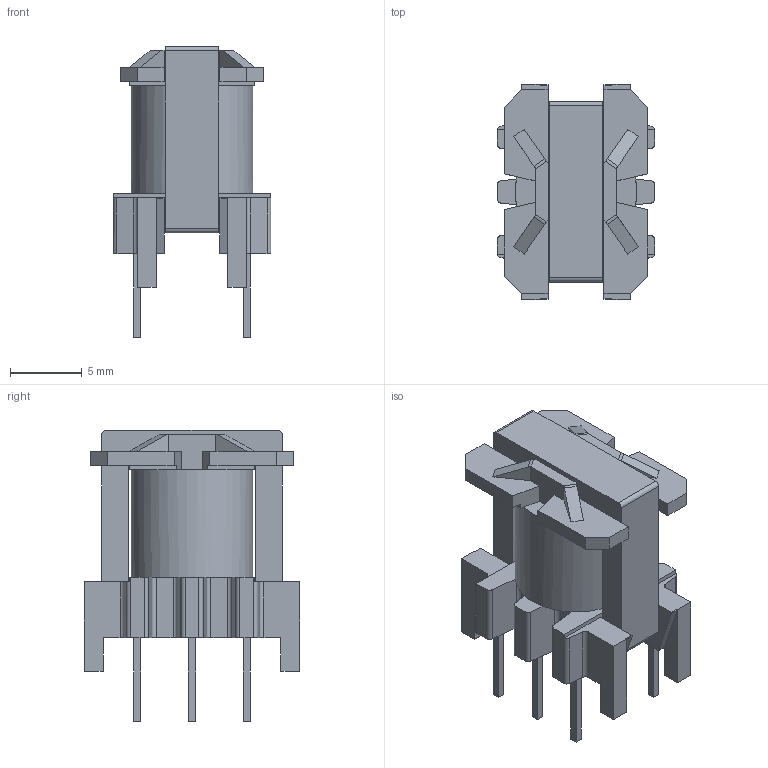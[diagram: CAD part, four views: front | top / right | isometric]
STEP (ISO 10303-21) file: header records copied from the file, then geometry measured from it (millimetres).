
FILE_DESCRIPTION(/* description */ ('Unknown'),/* implementation_level */ '2;1');
FILE_NAME(/* name */ 'T_Wurth_WE-UNIT-EE13_7_4V',/* time_stamp */ '2025-09-11T15:54:34+08:00',/* author */ ('Unknown'),/* organization */ ('Unknown'),/* preprocessor_version */ 'ST-DEVELOPER v19.4',/* originating_system */ 'Solid Edge',/* authorisation */ 'Unknown');
FILE_SCHEMA (('AUTOMOTIVE_DESIGN {1 0 10303 214 3 1 1}'));
Length unit declared in the file: millimetre
Products named in the file (2): T_Wurth_WE-UNIT-EE13_7_4V
Assembly tree (1 placements, depth 2):
  T_Wurth_WE-UNIT-EE13_7_4V
    T_Wurth_WE-UNIT-EE13_7_4V
Bounding box: 11 x 15 x 20.3 mm (x, y, z)
Volume: 1153.6 mm3; surface area: 1848.3 mm2
Topology: 2 solids, 2 shells, 209 faces, 590 edges, 389 vertices
Faces by surface type: plane 168, cylinder 41
Full cylindrical faces by diameter (mm): 8.5 x1
Entity records: 6749 total; most frequent: CARTESIAN_POINT 1187, ORIENTED_EDGE 1176, DIRECTION 1110, EDGE_CURVE 588, LINE 488, VECTOR 488, VERTEX_POINT 388, AXIS2_PLACEMENT_3D 311
